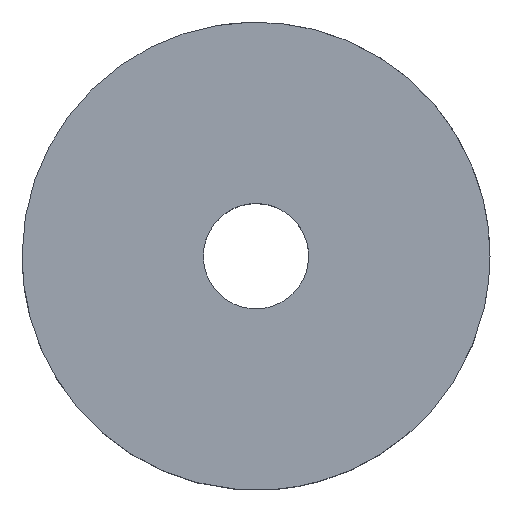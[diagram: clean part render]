
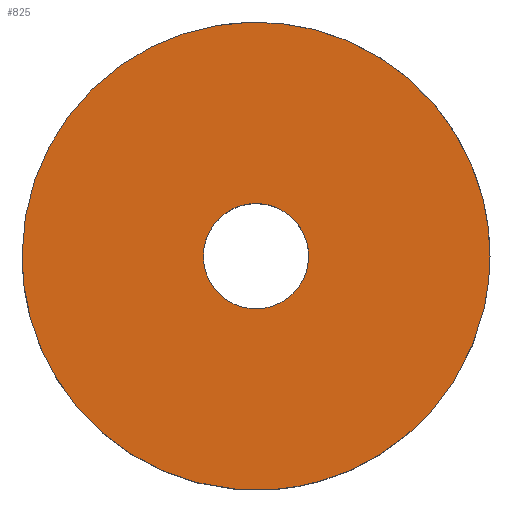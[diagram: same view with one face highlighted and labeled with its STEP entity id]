
A CAD part, top view. The second image highlights one B-rep face of the part: STEP entity #825.
In plain terms, the highlighted free-form (B-spline) face has degree [1, 1] with [2, 2] control points.
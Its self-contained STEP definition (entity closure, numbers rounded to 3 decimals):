
#79=CARTESIAN_POINT('',(9.76,-2.179,8.0));
#80=VERTEX_POINT('',#79);
#86=CARTESIAN_POINT('',(0.785,-9.969,8.0));
#87=VERTEX_POINT('',#86);
#88=CARTESIAN_POINT('',(9.76,-2.179,8.0));
#89=CARTESIAN_POINT('',(8.15,-9.39,8.0));
#90=CARTESIAN_POINT('',(0.785,-9.969,8.0));
#98=(BOUNDED_CURVE()B_SPLINE_CURVE(2,(#88,#89,#90),.UNSPECIFIED.,.F.,.U.)B_SPLINE_CURVE_WITH_KNOTS((3,3),(0.537,0.736),.UNSPECIFIED.)CURVE()GEOMETRIC_REPRESENTATION_ITEM()RATIONAL_B_SPLINE_CURVE((0.926,0.762,0.97))REPRESENTATION_ITEM(''));
#99=EDGE_CURVE('',#80,#87,#98,.T.);
#213=CARTESIAN_POINT('',(-10.0,0.0,8.0));
#214=VERTEX_POINT('',#213);
#215=CARTESIAN_POINT('',(0.785,-9.969,8.0));
#216=CARTESIAN_POINT('',(0.393,-10.,8.0));
#217=CARTESIAN_POINT('',(0.0,-10.0,8.0));
#218=CARTESIAN_POINT('',(-10.,-10.,8.0));
#219=CARTESIAN_POINT('',(-10.0,0.0,8.0));
#227=(BOUNDED_CURVE()B_SPLINE_CURVE(2,(#215,#216,#217,#218,#219),.UNSPECIFIED.,.F.,.U.)B_SPLINE_CURVE_WITH_KNOTS((3,2,3),(0.736,0.75,1.0),.UNSPECIFIED.)CURVE()GEOMETRIC_REPRESENTATION_ITEM()RATIONAL_B_SPLINE_CURVE((0.97,0.984,1.0,0.707,1.0))REPRESENTATION_ITEM(''));
#228=EDGE_CURVE('',#87,#214,#227,.T.);
#230=CARTESIAN_POINT('',(10.0,0.0,8.0));
#231=VERTEX_POINT('',#230);
#232=CARTESIAN_POINT('',(-10.0,0.0,8.0));
#233=CARTESIAN_POINT('',(-10.,10.,8.0));
#234=CARTESIAN_POINT('',(0.0,10.0,8.0));
#235=CARTESIAN_POINT('',(10.,10.,8.0));
#236=CARTESIAN_POINT('',(10.0,0.0,8.0));
#244=(BOUNDED_CURVE()B_SPLINE_CURVE(2,(#232,#233,#234,#235,#236),.UNSPECIFIED.,.F.,.U.)B_SPLINE_CURVE_WITH_KNOTS((3,2,3),(0.0,0.25,0.5),.UNSPECIFIED.)CURVE()GEOMETRIC_REPRESENTATION_ITEM()RATIONAL_B_SPLINE_CURVE((1.0,0.707,1.0,0.707,1.0))REPRESENTATION_ITEM(''));
#245=EDGE_CURVE('',#214,#231,#244,.T.);
#247=CARTESIAN_POINT('',(10.0,0.0,8.0));
#248=CARTESIAN_POINT('',(10.,-1.103,8.0));
#249=CARTESIAN_POINT('',(9.76,-2.179,8.0));
#257=(BOUNDED_CURVE()B_SPLINE_CURVE(2,(#247,#248,#249),.UNSPECIFIED.,.F.,.U.)B_SPLINE_CURVE_WITH_KNOTS((3,3),(0.5,0.537),.UNSPECIFIED.)CURVE()GEOMETRIC_REPRESENTATION_ITEM()RATIONAL_B_SPLINE_CURVE((1.0,0.956,0.926))REPRESENTATION_ITEM(''));
#258=EDGE_CURVE('',#231,#80,#257,.T.);
#286=CARTESIAN_POINT('',(-0.266,2.234,8.));
#287=VERTEX_POINT('',#286);
#288=CARTESIAN_POINT('',(2.25,0.0,8.0));
#289=VERTEX_POINT('',#288);
#290=CARTESIAN_POINT('',(-0.266,2.234,8.));
#291=CARTESIAN_POINT('',(-0.133,2.25,8.0));
#292=CARTESIAN_POINT('',(0.0,2.25,8.0));
#293=CARTESIAN_POINT('',(2.25,2.25,8.0));
#294=CARTESIAN_POINT('',(2.25,0.0,8.0));
#302=(BOUNDED_CURVE()B_SPLINE_CURVE(2,(#290,#291,#292,#293,#294),.UNSPECIFIED.,.F.,.U.)B_SPLINE_CURVE_WITH_KNOTS((3,2,3),(0.23,0.25,0.5),.UNSPECIFIED.)CURVE()GEOMETRIC_REPRESENTATION_ITEM()RATIONAL_B_SPLINE_CURVE((0.956,0.976,1.0,0.707,1.0))REPRESENTATION_ITEM(''));
#303=EDGE_CURVE('',#287,#289,#302,.T.);
#344=CARTESIAN_POINT('',(0.137,-2.246,8.0));
#345=VERTEX_POINT('',#344);
#351=CARTESIAN_POINT('',(2.25,0.0,8.0));
#352=CARTESIAN_POINT('',(2.25,-2.117,8.0));
#353=CARTESIAN_POINT('',(0.137,-2.246,8.0));
#361=(BOUNDED_CURVE()B_SPLINE_CURVE(2,(#351,#352,#353),.UNSPECIFIED.,.F.,.U.)B_SPLINE_CURVE_WITH_KNOTS((3,3),(0.5,0.739),.UNSPECIFIED.)CURVE()GEOMETRIC_REPRESENTATION_ITEM()RATIONAL_B_SPLINE_CURVE((1.0,0.72,0.976))REPRESENTATION_ITEM(''));
#362=EDGE_CURVE('',#289,#345,#361,.T.);
#389=CARTESIAN_POINT('',(-2.25,0.0,8.0));
#390=VERTEX_POINT('',#389);
#391=CARTESIAN_POINT('',(-2.25,0.0,8.0));
#392=CARTESIAN_POINT('',(-2.25,1.998,8.0));
#393=CARTESIAN_POINT('',(-0.266,2.234,8.));
#401=(BOUNDED_CURVE()B_SPLINE_CURVE(2,(#391,#392,#393),.UNSPECIFIED.,.F.,.U.)B_SPLINE_CURVE_WITH_KNOTS((3,3),(0.0,0.23),.UNSPECIFIED.)CURVE()GEOMETRIC_REPRESENTATION_ITEM()RATIONAL_B_SPLINE_CURVE((1.0,0.731,0.956))REPRESENTATION_ITEM(''));
#402=EDGE_CURVE('',#390,#287,#401,.T.);
#404=CARTESIAN_POINT('',(0.137,-2.246,8.0));
#405=CARTESIAN_POINT('',(0.069,-2.25,8.0));
#406=CARTESIAN_POINT('',(0.0,-2.25,8.0));
#407=CARTESIAN_POINT('',(-2.25,-2.25,8.0));
#408=CARTESIAN_POINT('',(-2.25,0.0,8.0));
#416=(BOUNDED_CURVE()B_SPLINE_CURVE(2,(#404,#405,#406,#407,#408),.UNSPECIFIED.,.F.,.U.)B_SPLINE_CURVE_WITH_KNOTS((3,2,3),(0.739,0.75,1.0),.UNSPECIFIED.)CURVE()GEOMETRIC_REPRESENTATION_ITEM()RATIONAL_B_SPLINE_CURVE((0.976,0.988,1.0,0.707,1.0))REPRESENTATION_ITEM(''));
#417=EDGE_CURVE('',#345,#390,#416,.T.);
#808=CARTESIAN_POINT('',(10.999,-10.996,8.0));
#809=CARTESIAN_POINT('',(-10.999,-10.996,8.0));
#810=CARTESIAN_POINT('',(10.999,10.999,8.0));
#811=CARTESIAN_POINT('',(-10.999,10.999,8.0));
#812=B_SPLINE_SURFACE_WITH_KNOTS('',1,1,((#808,#810),(#809,#811)),.UNSPECIFIED.,.F.,.F.,.U.,(2,2),(2,2),(0.0,21.998),(0.0,21.995),.UNSPECIFIED.);
#813=ORIENTED_EDGE('',*,*,#228,.F.);
#814=ORIENTED_EDGE('',*,*,#99,.F.);
#815=ORIENTED_EDGE('',*,*,#258,.F.);
#816=ORIENTED_EDGE('',*,*,#245,.F.);
#817=EDGE_LOOP('',(#813,#814,#815,#816));
#818=FACE_OUTER_BOUND('',#817,.T.);
#819=ORIENTED_EDGE('',*,*,#362,.T.);
#820=ORIENTED_EDGE('',*,*,#417,.T.);
#821=ORIENTED_EDGE('',*,*,#402,.T.);
#822=ORIENTED_EDGE('',*,*,#303,.T.);
#823=EDGE_LOOP('',(#819,#820,#821,#822));
#824=FACE_BOUND('',#823,.T.);
#825=ADVANCED_FACE('',(#818,#824),#812,.F.);
